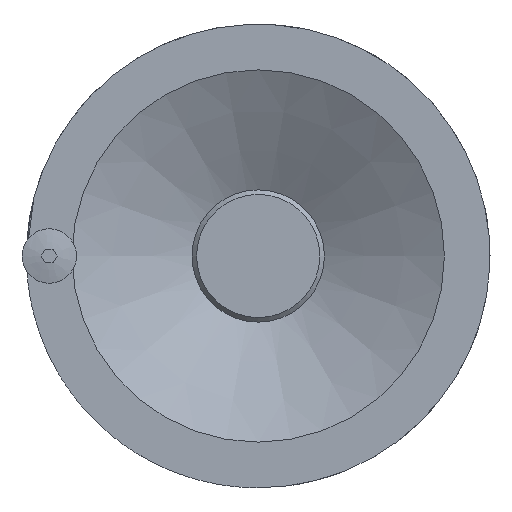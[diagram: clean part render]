
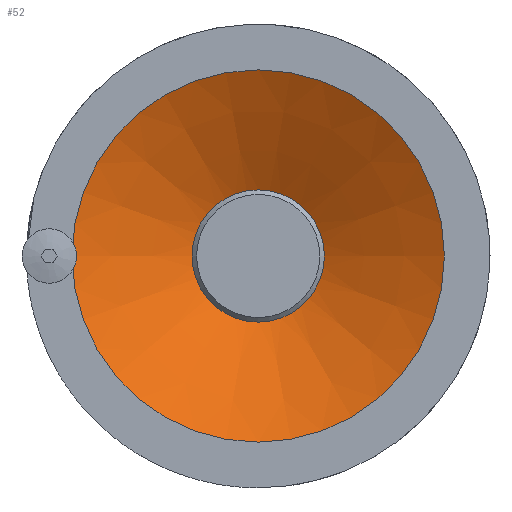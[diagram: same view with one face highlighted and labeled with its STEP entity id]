
A CAD part, left-side view. The second image highlights one B-rep face of the part: STEP entity #52.
In plain terms, the highlighted conical face has half-angle 61.973 degrees and reference radius 14.5 mm.
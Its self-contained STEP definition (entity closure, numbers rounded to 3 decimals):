
#52 = ADVANCED_FACE( '', ( #114, #115 ), #116, .F. );
#114 = FACE_OUTER_BOUND( '', #191, .T. );
#115 = FACE_BOUND( '', #192, .T. );
#116 = CONICAL_SURFACE( '', #193, 14.5, 1.082 );
#191 = EDGE_LOOP( '', ( #310 ) );
#192 = EDGE_LOOP( '', ( #311 ) );
#193 = AXIS2_PLACEMENT_3D( '', #312, #313, #314 );
#310 = ORIENTED_EDGE( '', *, *, #433, .F. );
#311 = ORIENTED_EDGE( '', *, *, #437, .T. );
#312 = CARTESIAN_POINT( '', ( -17.7, 0., 0. ) );
#313 = DIRECTION( '', ( -1., 0., 0. ) );
#314 = DIRECTION( '', ( 0., 0., 1. ) );
#433 = EDGE_CURVE( '', #491, #491, #493, .T. );
#437 = EDGE_CURVE( '', #497, #497, #498, .T. );
#491 = VERTEX_POINT( '', #572 );
#493 = CIRCLE( '', #574, 40.8 );
#497 = VERTEX_POINT( '', #578 );
#498 = CIRCLE( '', #579, 14.5 );
#572 = CARTESIAN_POINT( '', ( -31.7, 40.8, 0. ) );
#574 = AXIS2_PLACEMENT_3D( '', #673, #674, #675 );
#578 = CARTESIAN_POINT( '', ( -17.7, 0., -14.5 ) );
#579 = AXIS2_PLACEMENT_3D( '', #682, #683, #684 );
#673 = CARTESIAN_POINT( '', ( -31.7, 0., 0. ) );
#674 = DIRECTION( '', ( 1., 0., 0. ) );
#675 = DIRECTION( '', ( 0., 0., -1. ) );
#682 = CARTESIAN_POINT( '', ( -17.7, 0., 0. ) );
#683 = DIRECTION( '', ( 1., 0., 0. ) );
#684 = DIRECTION( '', ( 0., 0., -1. ) );
